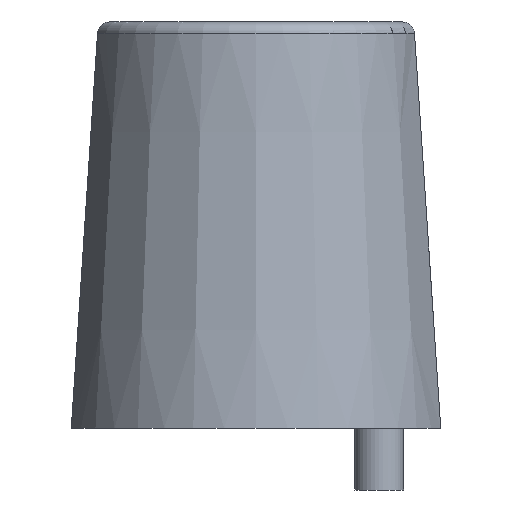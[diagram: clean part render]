
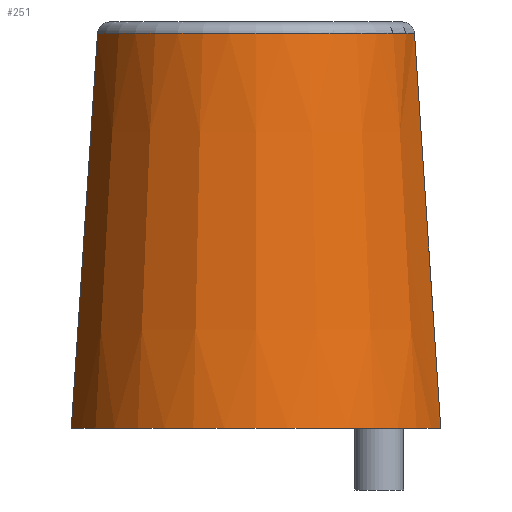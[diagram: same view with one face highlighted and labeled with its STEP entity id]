
A CAD part, left-side view. The second image highlights one B-rep face of the part: STEP entity #251.
In plain terms, the highlighted conical face has half-angle 3.8 degrees and reference radius 15.375 mm.
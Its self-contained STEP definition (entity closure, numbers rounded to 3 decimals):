
#63=FACE_OUTER_BOUND('',#83,.T.);
#83=EDGE_LOOP('',(#189,#190,#191,#192));
#113=CIRCLE('',#292,13.245);
#114=CIRCLE('',#293,15.375);
#129=B_SPLINE_CURVE_WITH_KNOTS('',3,(#411,#412,#413,#414,#415,#416,#417),
 .UNSPECIFIED.,.F.,.F.,(4,3,4),(0.001,0.025,
0.033),.UNSPECIFIED.);
#130=B_SPLINE_CURVE_WITH_KNOTS('',3,(#421,#422,#423,#424,#425,#426,#427),
 .UNSPECIFIED.,.F.,.F.,(4,3,4),(0.001,0.025,
0.033),.UNSPECIFIED.);
#137=VERTEX_POINT('',#409);
#138=VERTEX_POINT('',#410);
#139=VERTEX_POINT('',#418);
#140=VERTEX_POINT('',#420);
#159=EDGE_CURVE('',#137,#138,#129,.T.);
#160=EDGE_CURVE('',#137,#139,#113,.T.);
#161=EDGE_CURVE('',#139,#140,#130,.T.);
#162=EDGE_CURVE('',#140,#138,#114,.T.);
#189=ORIENTED_EDGE('',*,*,#159,.F.);
#190=ORIENTED_EDGE('',*,*,#160,.T.);
#191=ORIENTED_EDGE('',*,*,#161,.T.);
#192=ORIENTED_EDGE('',*,*,#162,.T.);
#249=CONICAL_SURFACE('',#291,15.375,0.066);
#251=ADVANCED_FACE('',(#63),#249,.T.);
#291=AXIS2_PLACEMENT_3D('',#408,#329,#330);
#292=AXIS2_PLACEMENT_3D('',#419,#331,#332);
#293=AXIS2_PLACEMENT_3D('',#428,#333,#334);
#329=DIRECTION('center_axis',(0.,0.,-1.));
#330=DIRECTION('ref_axis',(1.,0.,0.));
#331=DIRECTION('center_axis',(0.,0.,-1.));
#332=DIRECTION('ref_axis',(-1.,0.,0.));
#333=DIRECTION('center_axis',(0.,0.,1.));
#334=DIRECTION('ref_axis',(1.,0.,0.));
#408=CARTESIAN_POINT('Origin',(-72.125,0.,0.));
#409=CARTESIAN_POINT('',(-75.254,-12.87,32.066));
#410=CARTESIAN_POINT('',(-75.5,-15.,0.));
#411=CARTESIAN_POINT('Ctrl Pts',(-75.254,-12.87,32.066));
#412=CARTESIAN_POINT('Ctrl Pts',(-75.317,-13.396,24.153));
#413=CARTESIAN_POINT('Ctrl Pts',(-75.378,-13.921,16.241));
#414=CARTESIAN_POINT('Ctrl Pts',(-75.438,-14.447,8.328));
#415=CARTESIAN_POINT('Ctrl Pts',(-75.459,-14.631,5.552));
#416=CARTESIAN_POINT('Ctrl Pts',(-75.48,-14.816,2.776));
#417=CARTESIAN_POINT('Ctrl Pts',(-75.5,-15.,0.));
#418=CARTESIAN_POINT('',(-75.254,12.87,32.066));
#419=CARTESIAN_POINT('Origin',(-72.125,0.,32.066));
#420=CARTESIAN_POINT('',(-75.5,15.,0.));
#421=CARTESIAN_POINT('Ctrl Pts',(-75.254,12.87,32.066));
#422=CARTESIAN_POINT('Ctrl Pts',(-75.317,13.396,24.153));
#423=CARTESIAN_POINT('Ctrl Pts',(-75.378,13.921,16.241));
#424=CARTESIAN_POINT('Ctrl Pts',(-75.438,14.447,8.328));
#425=CARTESIAN_POINT('Ctrl Pts',(-75.459,14.631,5.552));
#426=CARTESIAN_POINT('Ctrl Pts',(-75.48,14.816,2.776));
#427=CARTESIAN_POINT('Ctrl Pts',(-75.5,15.,0.));
#428=CARTESIAN_POINT('Origin',(-72.125,0.,0.));
